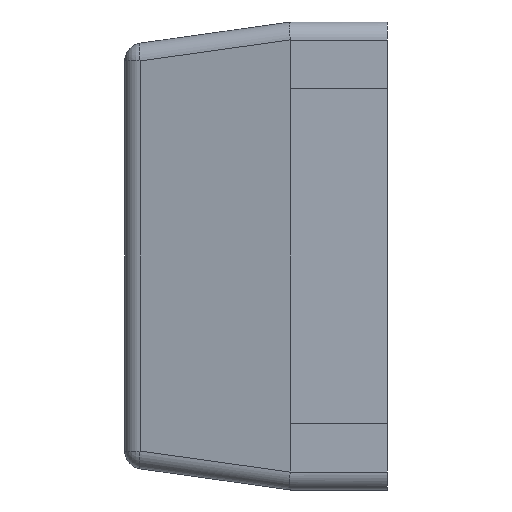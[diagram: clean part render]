
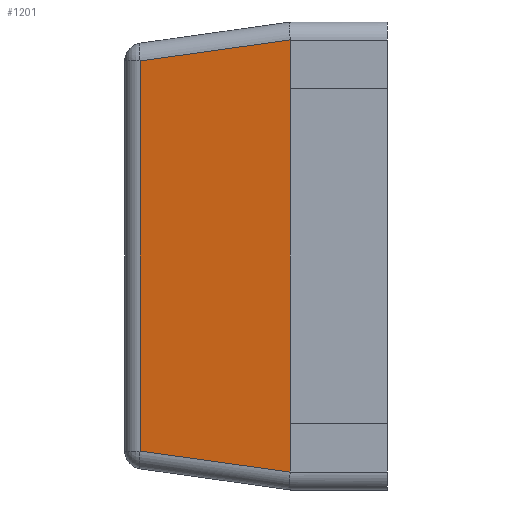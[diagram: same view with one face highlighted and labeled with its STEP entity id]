
A CAD part, left-side view. The second image highlights one B-rep face of the part: STEP entity #1201.
In plain terms, the highlighted planar face has unit normal (-0.99, 0.139, 0).
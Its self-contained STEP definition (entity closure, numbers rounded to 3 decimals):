
#35 = VECTOR ( 'NONE', #1697, 1000. ) ;
#37 = VERTEX_POINT ( 'NONE', #694 ) ;
#50 = EDGE_CURVE ( 'NONE', #37, #1457, #298, .T. ) ;
#58 = CARTESIAN_POINT ( 'NONE',  ( -1.1, 0.27, 0.6 ) ) ;
#63 = CARTESIAN_POINT ( 'NONE',  ( -1.1, 0.27, -0.6 ) ) ;
#80 = CARTESIAN_POINT ( 'NONE',  ( -1.1, 0.27, -0.6 ) ) ;
#92 = CARTESIAN_POINT ( 'NONE',  ( -1.041, 0.687, -0.585 ) ) ;
#117 = DIRECTION ( 'NONE',  ( 0., 0., 1. ) ) ;
#148 = AXIS2_PLACEMENT_3D ( 'NONE', #1019, #1274, #1686 ) ;
#171 = VERTEX_POINT ( 'NONE', #879 ) ;
#179 = EDGE_CURVE ( 'NONE', #564, #37, #1160, .T. ) ;
#233 = EDGE_CURVE ( 'NONE', #1457, #171, #1093, .T. ) ;
#239 = ORIENTED_EDGE ( 'NONE', *, *, #1491, .T. ) ;
#286 = CARTESIAN_POINT ( 'NONE',  ( -1.1, 0.27, 0.6 ) ) ;
#298 = LINE ( 'NONE', #436, #951 ) ;
#330 = LINE ( 'NONE', #661, #366 ) ;
#338 = DIRECTION ( 'NONE',  ( -0.138, -0.981, -0.138 ) ) ;
#358 = ORIENTED_EDGE ( 'NONE', *, *, #233, .T. ) ;
#362 = LINE ( 'NONE', #477, #727 ) ;
#366 = VECTOR ( 'NONE', #654, 1000. ) ;
#384 = CARTESIAN_POINT ( 'NONE',  ( -1.1, 0.27, 0.65 ) ) ;
#389 = CARTESIAN_POINT ( 'NONE',  ( -1.041, 0.687, 0.542 ) ) ;
#413 = EDGE_CURVE ( 'NONE', #1507, #564, #330, .T. ) ;
#436 = CARTESIAN_POINT ( 'NONE',  ( -1.076, 0.439, 0.577 ) ) ;
#447 = DIRECTION ( 'NONE',  ( 0.138, 0.981, -0.138 ) ) ;
#463 = CARTESIAN_POINT ( 'NONE',  ( -1.1, 0.27, -0.6 ) ) ;
#477 = CARTESIAN_POINT ( 'NONE',  ( -1.101, 0.263, -0.601 ) ) ;
#533 = DIRECTION ( 'NONE',  ( 0., 0., 1. ) ) ;
#536 = ORIENTED_EDGE ( 'NONE', *, *, #682, .T. ) ;
#544 = CARTESIAN_POINT ( 'NONE',  ( -1.1, 0.27, -0.65 ) ) ;
#564 = VERTEX_POINT ( 'NONE', #286 ) ;
#632 = VERTEX_POINT ( 'NONE', #80 ) ;
#654 = DIRECTION ( 'NONE',  ( 0., 0., 1. ) ) ;
#661 = CARTESIAN_POINT ( 'NONE',  ( -1.1, 0.27, 0.65 ) ) ;
#680 = VERTEX_POINT ( 'NONE', #1529 ) ;
#682 = EDGE_CURVE ( 'NONE', #680, #632, #834, .T. ) ;
#690 = ORIENTED_EDGE ( 'NONE', *, *, #1288, .T. ) ;
#694 = CARTESIAN_POINT ( 'NONE',  ( -1.1, 0.27, 0.6 ) ) ;
#716 = EDGE_LOOP ( 'NONE', ( #239, #1132, #1444, #1575, #358, #690, #536, #854 ) ) ;
#727 = VECTOR ( 'NONE', #338, 1000. ) ;
#834 =( BOUNDED_CURVE ( )  B_SPLINE_CURVE ( 3, ( #63, #1514, #1268, #463 ),
 .UNSPECIFIED., .F., .F. ) 
 B_SPLINE_CURVE_WITH_KNOTS ( ( 4, 4 ),
 ( 6.274, 6.283 ),
 .UNSPECIFIED. ) 
 CURVE ( )  GEOMETRIC_REPRESENTATION_ITEM ( )  RATIONAL_B_SPLINE_CURVE ( ( 1., 1., 1., 1. ) ) 
 REPRESENTATION_ITEM ( '' )  );
#841 = LINE ( 'NONE', #544, #1579 ) ;
#854 = ORIENTED_EDGE ( 'NONE', *, *, #1443, .T. ) ;
#879 = CARTESIAN_POINT ( 'NONE',  ( -1.041, 0.687, -0.542 ) ) ;
#951 = VECTOR ( 'NONE', #447, 1000. ) ;
#1019 = CARTESIAN_POINT ( 'NONE',  ( -1.1, 0.27, -0.65 ) ) ;
#1065 = FACE_OUTER_BOUND ( 'NONE', #716, .T. ) ;
#1093 = LINE ( 'NONE', #92, #35 ) ;
#1102 = LINE ( 'NONE', #384, #1729 ) ;
#1103 = PLANE ( 'NONE',  #148 ) ;
#1122 = CARTESIAN_POINT ( 'NONE',  ( -1.1, 0.27, 0.6 ) ) ;
#1132 = ORIENTED_EDGE ( 'NONE', *, *, #413, .T. ) ;
#1140 = CARTESIAN_POINT ( 'NONE',  ( -1.1, 0.27, 0.6 ) ) ;
#1160 =( BOUNDED_CURVE ( )  B_SPLINE_CURVE ( 3, ( #1122, #58, #1140, #1672 ),
 .UNSPECIFIED., .F., .T. ) 
 B_SPLINE_CURVE_WITH_KNOTS ( ( 4, 4 ),
 ( 0., 0.01 ),
 .UNSPECIFIED. ) 
 CURVE ( )  GEOMETRIC_REPRESENTATION_ITEM ( )  RATIONAL_B_SPLINE_CURVE ( ( 1., 1., 1., 1. ) ) 
 REPRESENTATION_ITEM ( '' )  );
#1201 = ADVANCED_FACE ( 'NONE', ( #1065 ), #1103, .T. ) ;
#1234 = CARTESIAN_POINT ( 'NONE',  ( -1.1, 0.27, -0.465 ) ) ;
#1268 = CARTESIAN_POINT ( 'NONE',  ( -1.1, 0.27, -0.6 ) ) ;
#1274 = DIRECTION ( 'NONE',  ( -0.99, 0.139, 0. ) ) ;
#1288 = EDGE_CURVE ( 'NONE', #171, #680, #362, .T. ) ;
#1443 = EDGE_CURVE ( 'NONE', #632, #1726, #1102, .T. ) ;
#1444 = ORIENTED_EDGE ( 'NONE', *, *, #179, .T. ) ;
#1457 = VERTEX_POINT ( 'NONE', #389 ) ;
#1491 = EDGE_CURVE ( 'NONE', #1726, #1507, #841, .T. ) ;
#1507 = VERTEX_POINT ( 'NONE', #1610 ) ;
#1514 = CARTESIAN_POINT ( 'NONE',  ( -1.1, 0.27, -0.6 ) ) ;
#1529 = CARTESIAN_POINT ( 'NONE',  ( -1.1, 0.27, -0.6 ) ) ;
#1575 = ORIENTED_EDGE ( 'NONE', *, *, #50, .T. ) ;
#1579 = VECTOR ( 'NONE', #533, 1000. ) ;
#1610 = CARTESIAN_POINT ( 'NONE',  ( -1.1, 0.27, 0.465 ) ) ;
#1672 = CARTESIAN_POINT ( 'NONE',  ( -1.1, 0.27, 0.6 ) ) ;
#1686 = DIRECTION ( 'NONE',  ( -0.139, -0.99, 0. ) ) ;
#1697 = DIRECTION ( 'NONE',  ( 0., 0., -1. ) ) ;
#1726 = VERTEX_POINT ( 'NONE', #1234 ) ;
#1729 = VECTOR ( 'NONE', #117, 1000. ) ;
